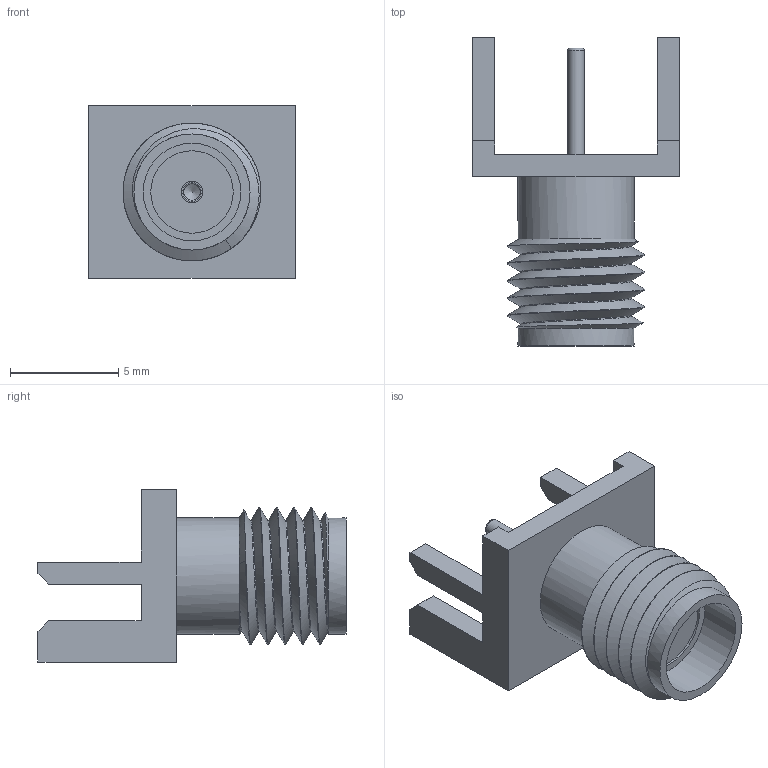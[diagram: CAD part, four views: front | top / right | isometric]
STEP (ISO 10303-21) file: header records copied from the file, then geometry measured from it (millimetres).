
FILE_DESCRIPTION(/* description */ (''),/* implementation_level */ '2;1');
FILE_NAME(/* name */ 'Molex 73251-1150 Assembly.stp',/* time_stamp */ '2013-11-21T14:01:06+04:00',/* author */ (''),/* organization */ (''),/* preprocessor_version */ 'ST-DEVELOPER v15',/* originating_system */ 'SIEMENS PLM Software NX 9.0',/* authorisation */ '');
FILE_SCHEMA (('AUTOMOTIVE_DESIGN { 1 0 10303 214 3 1 1 1 }'));
Length unit declared in the file: millimetre
Products named in the file (4): Molex 73251-1150 Part3; Molex 73251-1150 Part2; Molex 73251-1150 Part1; Molex 73251-1150 Assembly
Assembly tree (3 placements, depth 2):
  Molex 73251-1150 Assembly
    Molex 73251-1150 Part1
    Molex 73251-1150 Part2
    Molex 73251-1150 Part3
Bounding box: 9.53 x 14.2 x 7.93 mm (x, y, z)
Volume: 268.3 mm3; surface area: 762.1 mm2
Topology: 3 solids, 3 shells, 62 faces, 155 edges, 101 vertices
Faces by surface type: plane 40, cylinder 12, cone 5, torus 3, bspline 2
Full cylindrical faces by diameter (mm): 0.76 x1, 1 x2, 3.8 x2, 4.5 x1, 5.35 x2
Entity records: 3374 total; most frequent: CARTESIAN_POINT 1880, DIRECTION 284, ORIENTED_EDGE 276, EDGE_CURVE 138, AXIS2_PLACEMENT_3D 98, VERTEX_POINT 95, LINE 88, VECTOR 88
